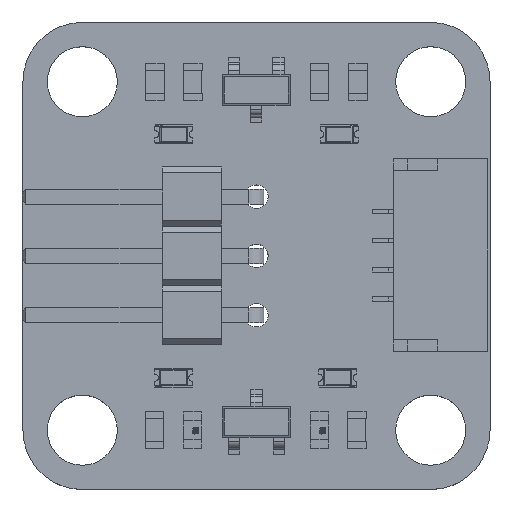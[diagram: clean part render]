
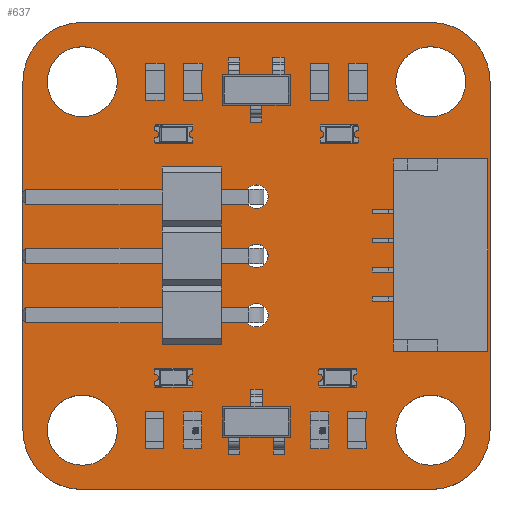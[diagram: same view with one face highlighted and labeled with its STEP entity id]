
A CAD part, top view. The second image highlights one B-rep face of the part: STEP entity #637.
In plain terms, the highlighted planar face has unit normal (0, 0, 1).
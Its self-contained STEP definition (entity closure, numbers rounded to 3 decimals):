
#120 = VERTEX_POINT('',#121);
#121 = CARTESIAN_POINT('',(27.94,25.4,1.692));
#127 = EDGE_CURVE('',#120,#128,#130,.T.);
#128 = VERTEX_POINT('',#129);
#129 = CARTESIAN_POINT('',(25.4,27.94,1.692));
#130 = CIRCLE('',#131,2.54);
#131 = AXIS2_PLACEMENT_3D('',#132,#133,#134);
#132 = CARTESIAN_POINT('',(27.94,27.94,1.692));
#133 = DIRECTION('',(0.,0.,-1.));
#134 = DIRECTION('',(0.,-1.,0.));
#160 = EDGE_CURVE('',#128,#161,#163,.T.);
#161 = VERTEX_POINT('',#162);
#162 = CARTESIAN_POINT('',(25.4,42.86,1.692));
#163 = LINE('',#164,#165);
#164 = CARTESIAN_POINT('',(25.4,27.94,1.692));
#165 = VECTOR('',#166,1.);
#166 = DIRECTION('',(0.,1.,0.));
#191 = EDGE_CURVE('',#161,#192,#194,.T.);
#192 = VERTEX_POINT('',#193);
#193 = CARTESIAN_POINT('',(27.94,45.4,1.692));
#194 = CIRCLE('',#195,2.54);
#195 = AXIS2_PLACEMENT_3D('',#196,#197,#198);
#196 = CARTESIAN_POINT('',(27.94,42.86,1.692));
#197 = DIRECTION('',(0.,0.,-1.));
#198 = DIRECTION('',(-1.,0.,0.));
#224 = EDGE_CURVE('',#192,#225,#227,.T.);
#225 = VERTEX_POINT('',#226);
#226 = CARTESIAN_POINT('',(42.86,45.4,1.692));
#227 = LINE('',#228,#229);
#228 = CARTESIAN_POINT('',(27.94,45.4,1.692));
#229 = VECTOR('',#230,1.);
#230 = DIRECTION('',(1.,0.,0.));
#255 = EDGE_CURVE('',#225,#256,#258,.T.);
#256 = VERTEX_POINT('',#257);
#257 = CARTESIAN_POINT('',(45.4,42.86,1.692));
#258 = CIRCLE('',#259,2.54);
#259 = AXIS2_PLACEMENT_3D('',#260,#261,#262);
#260 = CARTESIAN_POINT('',(42.86,42.86,1.692));
#261 = DIRECTION('',(0.,0.,-1.));
#262 = DIRECTION('',(0.,1.,0.));
#288 = EDGE_CURVE('',#256,#289,#291,.T.);
#289 = VERTEX_POINT('',#290);
#290 = CARTESIAN_POINT('',(45.4,27.94,1.692));
#291 = LINE('',#292,#293);
#292 = CARTESIAN_POINT('',(45.4,42.86,1.692));
#293 = VECTOR('',#294,1.);
#294 = DIRECTION('',(0.,-1.,0.));
#319 = EDGE_CURVE('',#289,#320,#322,.T.);
#320 = VERTEX_POINT('',#321);
#321 = CARTESIAN_POINT('',(42.86,25.4,1.692));
#322 = CIRCLE('',#323,2.54);
#323 = AXIS2_PLACEMENT_3D('',#324,#325,#326);
#324 = CARTESIAN_POINT('',(42.86,27.94,1.692));
#325 = DIRECTION('',(0.,0.,-1.));
#326 = DIRECTION('',(1.,0.,0.));
#352 = EDGE_CURVE('',#320,#120,#353,.T.);
#353 = LINE('',#354,#355);
#354 = CARTESIAN_POINT('',(42.86,25.4,1.692));
#355 = VECTOR('',#356,1.);
#356 = DIRECTION('',(-1.,0.,0.));
#376 = VERTEX_POINT('',#377);
#377 = CARTESIAN_POINT('',(29.44,27.94,1.692));
#383 = EDGE_CURVE('',#376,#376,#384,.T.);
#384 = CIRCLE('',#385,1.5);
#385 = AXIS2_PLACEMENT_3D('',#386,#387,#388);
#386 = CARTESIAN_POINT('',(27.94,27.94,1.692));
#387 = DIRECTION('',(0.,0.,1.));
#388 = DIRECTION('',(1.,0.,0.));
#409 = VERTEX_POINT('',#410);
#410 = CARTESIAN_POINT('',(29.44,42.86,1.692));
#416 = EDGE_CURVE('',#409,#409,#417,.T.);
#417 = CIRCLE('',#418,1.5);
#418 = AXIS2_PLACEMENT_3D('',#419,#420,#421);
#419 = CARTESIAN_POINT('',(27.94,42.86,1.692));
#420 = DIRECTION('',(0.,0.,1.));
#421 = DIRECTION('',(1.,0.,0.));
#442 = VERTEX_POINT('',#443);
#443 = CARTESIAN_POINT('',(35.9,35.4,1.692));
#449 = EDGE_CURVE('',#442,#442,#450,.T.);
#450 = CIRCLE('',#451,0.5);
#451 = AXIS2_PLACEMENT_3D('',#452,#453,#454);
#452 = CARTESIAN_POINT('',(35.4,35.4,1.692));
#453 = DIRECTION('',(0.,0.,1.));
#454 = DIRECTION('',(1.,0.,0.));
#475 = VERTEX_POINT('',#476);
#476 = CARTESIAN_POINT('',(35.9,32.86,1.692));
#482 = EDGE_CURVE('',#475,#475,#483,.T.);
#483 = CIRCLE('',#484,0.5);
#484 = AXIS2_PLACEMENT_3D('',#485,#486,#487);
#485 = CARTESIAN_POINT('',(35.4,32.86,1.692));
#486 = DIRECTION('',(0.,0.,1.));
#487 = DIRECTION('',(1.,0.,0.));
#508 = VERTEX_POINT('',#509);
#509 = CARTESIAN_POINT('',(44.36,27.94,1.692));
#515 = EDGE_CURVE('',#508,#508,#516,.T.);
#516 = CIRCLE('',#517,1.5);
#517 = AXIS2_PLACEMENT_3D('',#518,#519,#520);
#518 = CARTESIAN_POINT('',(42.86,27.94,1.692));
#519 = DIRECTION('',(0.,0.,1.));
#520 = DIRECTION('',(1.,0.,0.));
#541 = VERTEX_POINT('',#542);
#542 = CARTESIAN_POINT('',(35.9,37.94,1.692));
#548 = EDGE_CURVE('',#541,#541,#549,.T.);
#549 = CIRCLE('',#550,0.5);
#550 = AXIS2_PLACEMENT_3D('',#551,#552,#553);
#551 = CARTESIAN_POINT('',(35.4,37.94,1.692));
#552 = DIRECTION('',(0.,0.,1.));
#553 = DIRECTION('',(1.,0.,0.));
#574 = VERTEX_POINT('',#575);
#575 = CARTESIAN_POINT('',(44.36,42.86,1.692));
#581 = EDGE_CURVE('',#574,#574,#582,.T.);
#582 = CIRCLE('',#583,1.5);
#583 = AXIS2_PLACEMENT_3D('',#584,#585,#586);
#584 = CARTESIAN_POINT('',(42.86,42.86,1.692));
#585 = DIRECTION('',(0.,0.,1.));
#586 = DIRECTION('',(1.,0.,0.));
#637 = ADVANCED_FACE('',(#638,#648,#651,#654,#657,#660,#663,#666),#669,
  .T.);
#638 = FACE_BOUND('',#639,.F.);
#639 = EDGE_LOOP('',(#640,#641,#642,#643,#644,#645,#646,#647));
#640 = ORIENTED_EDGE('',*,*,#127,.T.);
#641 = ORIENTED_EDGE('',*,*,#160,.T.);
#642 = ORIENTED_EDGE('',*,*,#191,.T.);
#643 = ORIENTED_EDGE('',*,*,#224,.T.);
#644 = ORIENTED_EDGE('',*,*,#255,.T.);
#645 = ORIENTED_EDGE('',*,*,#288,.T.);
#646 = ORIENTED_EDGE('',*,*,#319,.T.);
#647 = ORIENTED_EDGE('',*,*,#352,.T.);
#648 = FACE_BOUND('',#649,.T.);
#649 = EDGE_LOOP('',(#650));
#650 = ORIENTED_EDGE('',*,*,#383,.F.);
#651 = FACE_BOUND('',#652,.T.);
#652 = EDGE_LOOP('',(#653));
#653 = ORIENTED_EDGE('',*,*,#416,.F.);
#654 = FACE_BOUND('',#655,.T.);
#655 = EDGE_LOOP('',(#656));
#656 = ORIENTED_EDGE('',*,*,#449,.F.);
#657 = FACE_BOUND('',#658,.T.);
#658 = EDGE_LOOP('',(#659));
#659 = ORIENTED_EDGE('',*,*,#482,.F.);
#660 = FACE_BOUND('',#661,.T.);
#661 = EDGE_LOOP('',(#662));
#662 = ORIENTED_EDGE('',*,*,#515,.F.);
#663 = FACE_BOUND('',#664,.T.);
#664 = EDGE_LOOP('',(#665));
#665 = ORIENTED_EDGE('',*,*,#548,.F.);
#666 = FACE_BOUND('',#667,.T.);
#667 = EDGE_LOOP('',(#668));
#668 = ORIENTED_EDGE('',*,*,#581,.F.);
#669 = PLANE('',#670);
#670 = AXIS2_PLACEMENT_3D('',#671,#672,#673);
#671 = CARTESIAN_POINT('',(27.94,25.4,1.692));
#672 = DIRECTION('',(0.,0.,1.));
#673 = DIRECTION('',(1.,0.,0.));
